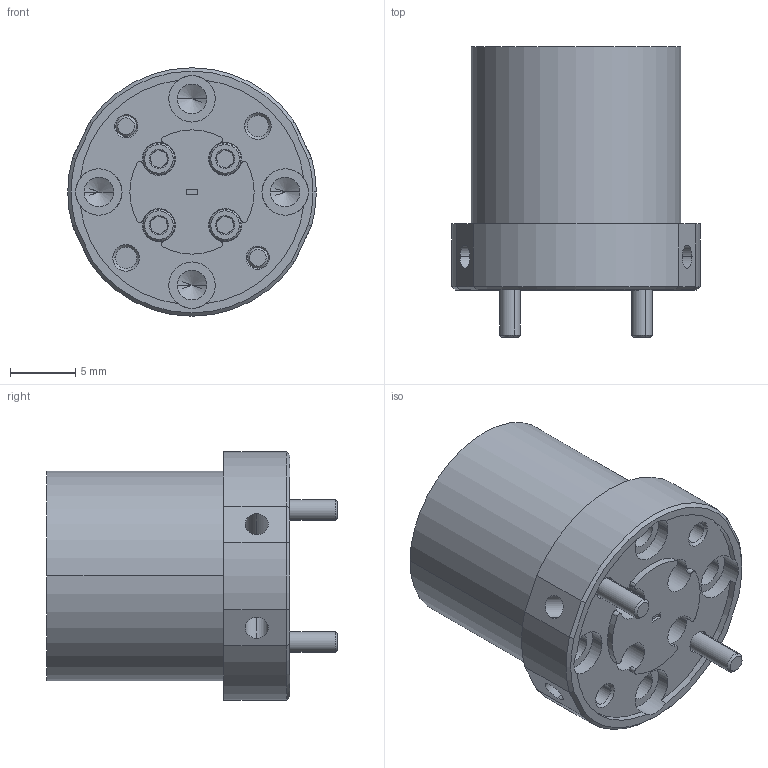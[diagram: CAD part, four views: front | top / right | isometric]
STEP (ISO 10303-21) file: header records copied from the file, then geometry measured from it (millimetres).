
FILE_DESCRIPTION (( 'STEP AP203' ), '1' );
FILE_NAME ('AO-0304-030-A.STEP', '2023-11-09T20:45:44', ( '' ), ( '' ), 'SwSTEP 2.0', 'SolidWorks 2021', '' );
FILE_SCHEMA (( 'CONFIG_CONTROL_DESIGN' ));
Length unit declared in the file: inch
Products named in the file (1): AO-0304-030-A
Bounding box: 19.05 x 22.27 x 19.05 mm (x, y, z)
Volume: 3947.3 mm3; surface area: 2121.8 mm2
Topology: 3 solids, 3 shells, 225 faces, 504 edges, 293 vertices
Faces by surface type: cone 81, cylinder 78, plane 62, bspline 4
Entity records: 6374 total; most frequent: CARTESIAN_POINT 1303, DIRECTION 1125, ORIENTED_EDGE 976, EDGE_CURVE 488, AXIS2_PLACEMENT_3D 459, VERTEX_POINT 293, EDGE_LOOP 249, CIRCLE 237
